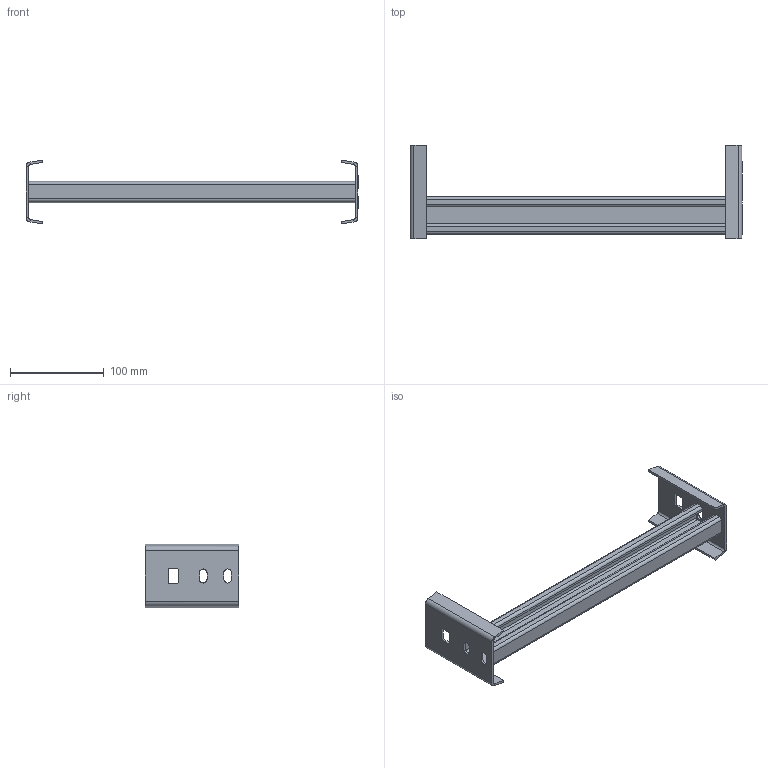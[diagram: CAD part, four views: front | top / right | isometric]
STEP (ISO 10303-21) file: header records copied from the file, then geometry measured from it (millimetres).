
FILE_DESCRIPTION(/* description */ (''),/* implementation_level */ '2;1');
FILE_NAME(/* name */ '6008305',/* time_stamp */ '2014-01-10T09:09:30+01:00',/* author */ (''),/* organization */ (''),/* preprocessor_version */ 'ST-DEVELOPER v15',/* originating_system */ '',/* authorisation */ '');
FILE_SCHEMA (('CONFIG_CONTROL_DESIGN'));
Length unit declared in the file: millimetre
Products named in the file (2): Document; Block 01
Assembly tree (1 placements, depth 2):
  Document
    Block 01
Bounding box: 354 x 100 x 68 mm (x, y, z)
Volume: 113496 mm3; surface area: 109109.1 mm2
Topology: 3 solids, 3 shells, 106 faces, 268 edges, 168 vertices
Faces by surface type: plane 68, bspline 38
Entity records: 3451 total; most frequent: CARTESIAN_POINT 1547, ORIENTED_EDGE 536, EDGE_CURVE 268, B_SPLINE_CURVE_WITH_KNOTS 196, VERTEX_POINT 168, EDGE_LOOP 118, ADVANCED_FACE 106, FACE_OUTER_BOUND 106
